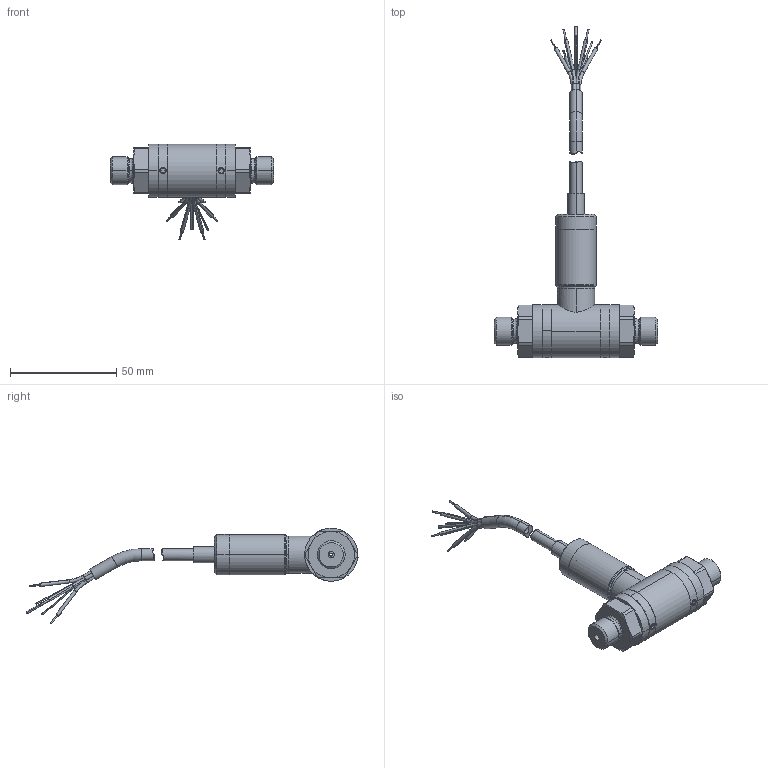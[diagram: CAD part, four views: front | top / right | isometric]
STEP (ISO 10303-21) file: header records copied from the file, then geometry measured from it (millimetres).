
FILE_DESCRIPTION((''),'2;1');
FILE_NAME('ADROIT6214-TB-A2-CD-H0-PB_ASM','2024-09-17T14:03:51',('kingnat'),(''),'CREO PARAMETRIC BY PTC INC, 2020414','CREO PARAMETRIC BY PTC INC, 2020414','');
FILE_SCHEMA(('CONFIG_CONTROL_DESIGN'));
Length unit declared in the file: millimetre
Products named in the file (16): 225-044; DA0348-1_ASM; 225-052_ASM; 220-134-01; 208-165-01; DA0735_ASM; 223-165; 146M7720-1; 078-008; 227-229; 139M2548; 511100452_; A-A3-8208_CBL; 137M6587-2; 145M2712-1_ASM; ADROIT6214-TB-A2-CD-H0-PB_ASM
Assembly tree (17 placements, depth 4):
  ADROIT6214-TB-A2-CD-H0-PB_ASM
    225-052_ASM
      DA0348-1_ASM
        225-044
    DA0735_ASM
      220-134-01
      208-165-01
    223-165
    146M7720-1
    078-008  x2
    227-229  x2
    139M2548
    145M2712-1_ASM
      511100452_
      A-A3-8208_CBL
      137M6587-2
Bounding box: 77 x 156.5 x 45.1 mm (x, y, z)
Volume: 24847 mm3; surface area: 22725.4 mm2
Topology: 14 solids, 20 shells, 584 faces, 1384 edges, 858 vertices
Faces by surface type: plane 246, cylinder 216, cone 64, torus 58
Entity records: 16412 total; most frequent: CARTESIAN_POINT 3637, DIRECTION 2781, ORIENTED_EDGE 2458, EDGE_CURVE 1236, AXIS2_PLACEMENT_3D 1049, VERTEX_POINT 770, VECTOR 683, LINE 683
